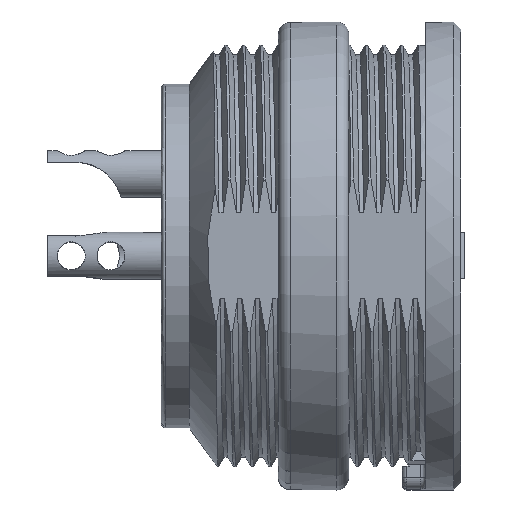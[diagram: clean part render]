
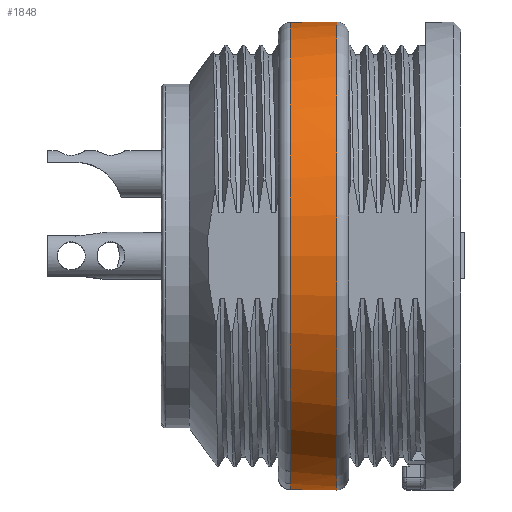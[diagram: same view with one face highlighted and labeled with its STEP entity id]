
A CAD part, top view. The second image highlights one B-rep face of the part: STEP entity #1848.
In plain terms, the highlighted cylindrical face has radius 10 mm (diameter 20 mm), a full revolution.
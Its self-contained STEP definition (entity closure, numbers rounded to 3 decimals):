
#1267=FACE_BOUND('',#2592,.T.);
#1268=FACE_BOUND('',#2593,.T.);
#1414=CYLINDRICAL_SURFACE('',#7086,10.);
#1560=CIRCLE('',#7081,10.);
#1561=CIRCLE('',#7082,10.);
#1562=CIRCLE('',#7083,10.);
#1563=CIRCLE('',#7084,10.);
#1564=CIRCLE('',#7085,10.);
#1848=ADVANCED_FACE('',(#1267,#1268),#1414,.T.);
#2592=EDGE_LOOP('',(#4123));
#2593=EDGE_LOOP('',(#4124,#4125,#4126,#4127,#4128,#4129,#4130,#4131));
#4123=ORIENTED_EDGE('',*,*,#5796,.F.);
#4124=ORIENTED_EDGE('',*,*,#5797,.F.);
#4125=ORIENTED_EDGE('',*,*,#5798,.T.);
#4126=ORIENTED_EDGE('',*,*,#5799,.T.);
#4127=ORIENTED_EDGE('',*,*,#5800,.T.);
#4128=ORIENTED_EDGE('',*,*,#5801,.F.);
#4129=ORIENTED_EDGE('',*,*,#5802,.T.);
#4130=ORIENTED_EDGE('',*,*,#5803,.T.);
#4131=ORIENTED_EDGE('',*,*,#5804,.T.);
#4955=VERTEX_POINT('',#36614);
#4956=VERTEX_POINT('',#36616);
#4957=VERTEX_POINT('',#36617);
#4958=VERTEX_POINT('',#36619);
#4959=VERTEX_POINT('',#36621);
#4960=VERTEX_POINT('',#36623);
#4961=VERTEX_POINT('',#36625);
#4962=VERTEX_POINT('',#36627);
#4963=VERTEX_POINT('',#36629);
#5796=EDGE_CURVE('',#4955,#4955,#1560,.T.);
#5797=EDGE_CURVE('',#4956,#4957,#6312,.T.);
#5798=EDGE_CURVE('',#4956,#4958,#1561,.T.);
#5799=EDGE_CURVE('',#4958,#4959,#6313,.T.);
#5800=EDGE_CURVE('',#4959,#4960,#1562,.T.);
#5801=EDGE_CURVE('',#4961,#4960,#6314,.T.);
#5802=EDGE_CURVE('',#4961,#4962,#1563,.T.);
#5803=EDGE_CURVE('',#4962,#4963,#6315,.T.);
#5804=EDGE_CURVE('',#4963,#4957,#1564,.T.);
#6312=LINE('',#36615,#6720);
#6313=LINE('',#36620,#6721);
#6314=LINE('',#36624,#6722);
#6315=LINE('',#36628,#6723);
#6720=VECTOR('',#8165,1.);
#6721=VECTOR('',#8168,1.);
#6722=VECTOR('',#8171,1.);
#6723=VECTOR('',#8174,1.);
#7081=AXIS2_PLACEMENT_3D('',#36613,#8163,#8164);
#7082=AXIS2_PLACEMENT_3D('',#36618,#8166,#8167);
#7083=AXIS2_PLACEMENT_3D('',#36622,#8169,#8170);
#7084=AXIS2_PLACEMENT_3D('',#36626,#8172,#8173);
#7085=AXIS2_PLACEMENT_3D('',#36630,#8175,#8176);
#7086=AXIS2_PLACEMENT_3D('',#36631,#8177,#8178);
#8163=DIRECTION('',(1.,0.,0.));
#8164=DIRECTION('',(0.,1.,0.));
#8165=DIRECTION('',(-1.,0.,0.));
#8166=DIRECTION('',(1.,0.,0.));
#8167=DIRECTION('',(0.,1.,0.));
#8168=DIRECTION('',(-1.,0.,0.));
#8169=DIRECTION('',(1.,0.,0.));
#8170=DIRECTION('',(0.,1.,0.));
#8171=DIRECTION('',(-1.,0.,0.));
#8172=DIRECTION('',(1.,0.,0.));
#8173=DIRECTION('',(0.,1.,0.));
#8174=DIRECTION('',(-1.,0.,0.));
#8175=DIRECTION('',(1.,0.,0.));
#8176=DIRECTION('',(0.,1.,0.));
#8177=DIRECTION('',(1.,0.,0.));
#8178=DIRECTION('',(0.,1.,0.));
#36613=CARTESIAN_POINT('',(-54.318,-27.815,0.));
#36614=CARTESIAN_POINT('',(-54.318,-17.815,0.));
#36615=CARTESIAN_POINT('',(-55.818,-17.833,-0.6));
#36616=CARTESIAN_POINT('',(-55.818,-17.833,-0.6));
#36617=CARTESIAN_POINT('',(-56.318,-17.833,-0.6));
#36618=CARTESIAN_POINT('',(-55.818,-27.815,0.));
#36619=CARTESIAN_POINT('',(-55.818,-17.833,0.6));
#36620=CARTESIAN_POINT('',(-53.818,-17.833,0.6));
#36621=CARTESIAN_POINT('',(-56.318,-17.833,0.6));
#36622=CARTESIAN_POINT('',(-56.318,-27.815,0.));
#36623=CARTESIAN_POINT('',(-56.318,-37.797,0.6));
#36624=CARTESIAN_POINT('',(-55.818,-37.797,0.6));
#36625=CARTESIAN_POINT('',(-55.818,-37.797,0.6));
#36626=CARTESIAN_POINT('',(-55.818,-27.815,0.));
#36627=CARTESIAN_POINT('',(-55.818,-37.797,-0.6));
#36628=CARTESIAN_POINT('',(-55.818,-37.797,-0.6));
#36629=CARTESIAN_POINT('',(-56.318,-37.797,-0.6));
#36630=CARTESIAN_POINT('',(-56.318,-27.815,0.));
#36631=CARTESIAN_POINT('',(-53.818,-27.815,0.));
